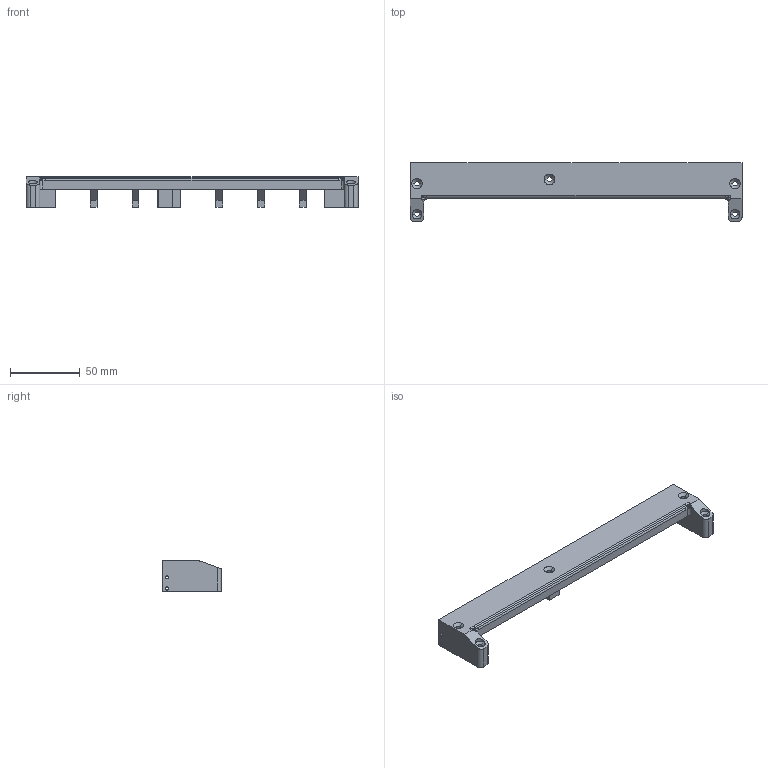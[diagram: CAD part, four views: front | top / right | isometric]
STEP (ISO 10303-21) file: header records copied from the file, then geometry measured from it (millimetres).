
FILE_DESCRIPTION (( 'STEP AP214' ), '1' );
FILE_NAME ('body v2.STEP', '2025-05-13T21:34:04', ( 'Kaso' ), ( '' ), 'SwSTEP 2.0', 'SolidWorks 2024', '' );
FILE_SCHEMA (( 'AUTOMOTIVE_DESIGN' ));
Length unit declared in the file: millimetre
Products named in the file (1): body v2
Bounding box: 238 x 42 x 22 mm (x, y, z)
Volume: 73466 mm3; surface area: 25662.4 mm2
Topology: 1 solids, 1 shells, 142 faces, 390 edges, 250 vertices
Faces by surface type: cylinder 58, plane 52, bspline 22, cone 10
Entity records: 5983 total; most frequent: CARTESIAN_POINT 2411, ORIENTED_EDGE 780, DIRECTION 660, EDGE_CURVE 390, VERTEX_POINT 250, AXIS2_PLACEMENT_3D 223, VECTOR 214, LINE 214
